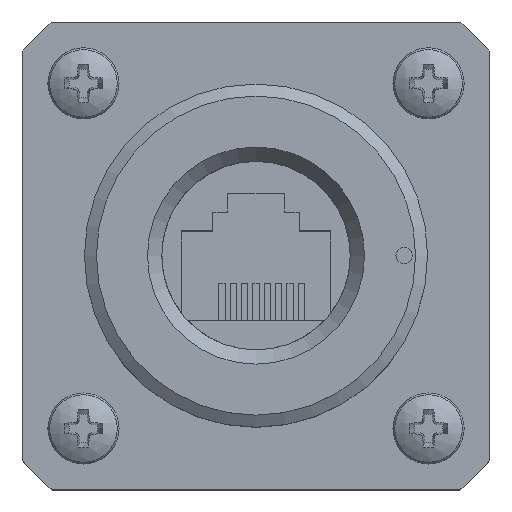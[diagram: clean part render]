
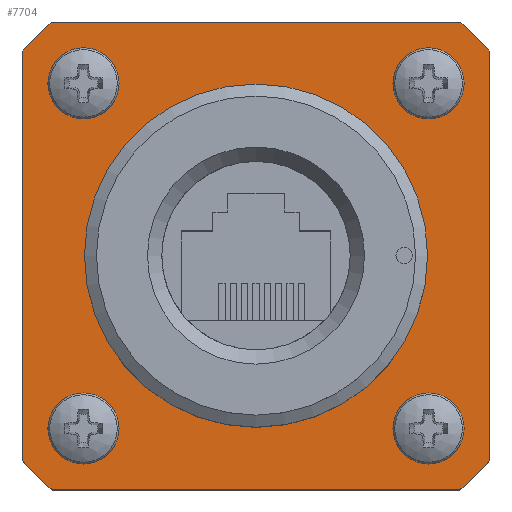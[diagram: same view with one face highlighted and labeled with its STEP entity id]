
A CAD part, top view. The second image highlights one B-rep face of the part: STEP entity #7704.
In plain terms, the highlighted planar face has unit normal (0, 0, 1).
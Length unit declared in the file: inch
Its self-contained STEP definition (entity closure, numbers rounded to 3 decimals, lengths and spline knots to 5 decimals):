
#134 = EDGE_LOOP ( 'NONE', ( #1318 ) ) ;
#171 = LINE ( 'NONE', #12042, #5683 ) ;
#632 = DIRECTION ( 'NONE',  ( 0., 0., 1. ) ) ;
#723 = DIRECTION ( 'NONE',  ( 1., 0., 0. ) ) ;
#902 = CARTESIAN_POINT ( 'NONE',  ( 0.72, -0.6274, -0.675 ) ) ;
#911 = CIRCLE ( 'NONE', #2771, 0.07 ) ;
#955 = VECTOR ( 'NONE', #2321, 39.37008 ) ;
#1040 = DIRECTION ( 'NONE',  ( 1., 0., 0. ) ) ;
#1073 = CARTESIAN_POINT ( 'NONE',  ( -0.531, 0.531, -0.675 ) ) ;
#1318 = ORIENTED_EDGE ( 'NONE', *, *, #9793, .F. ) ;
#1449 = VERTEX_POINT ( 'NONE', #3078 ) ;
#1622 = VERTEX_POINT ( 'NONE', #11672 ) ;
#1969 = EDGE_LOOP ( 'NONE', ( #5811 ) ) ;
#2067 = CARTESIAN_POINT ( 'NONE',  ( 0.531, 0.531, -0.675 ) ) ;
#2073 = AXIS2_PLACEMENT_3D ( 'NONE', #11360, #5200, #12361 ) ;
#2113 = DIRECTION ( 'NONE',  ( 1., 0., 0. ) ) ;
#2115 = FACE_BOUND ( 'NONE', #8759, .T. ) ;
#2186 = CIRCLE ( 'NONE', #2675, 0.07 ) ;
#2250 = AXIS2_PLACEMENT_3D ( 'NONE', #6849, #632, #7887 ) ;
#2321 = DIRECTION ( 'NONE',  ( 0., -1., 0. ) ) ;
#2420 = ORIENTED_EDGE ( 'NONE', *, *, #6618, .T. ) ;
#2485 = VERTEX_POINT ( 'NONE', #10288 ) ;
#2550 = CARTESIAN_POINT ( 'NONE',  ( -0.6274, -0.72, -0.675 ) ) ;
#2592 = VERTEX_POINT ( 'NONE', #3261 ) ;
#2675 = AXIS2_PLACEMENT_3D ( 'NONE', #2067, #9308, #3103 ) ;
#2718 = ORIENTED_EDGE ( 'NONE', *, *, #9812, .F. ) ;
#2726 = VERTEX_POINT ( 'NONE', #8590 ) ;
#2762 = EDGE_LOOP ( 'NONE', ( #7727 ) ) ;
#2771 = AXIS2_PLACEMENT_3D ( 'NONE', #4837, #12024, #5875 ) ;
#2791 = ORIENTED_EDGE ( 'NONE', *, *, #5678, .T. ) ;
#2960 = VERTEX_POINT ( 'NONE', #7180 ) ;
#3078 = CARTESIAN_POINT ( 'NONE',  ( 0.72, -0.6274, -0.675 ) ) ;
#3103 = DIRECTION ( 'NONE',  ( 1., 0., 0. ) ) ;
#3215 = VERTEX_POINT ( 'NONE', #12743 ) ;
#3261 = CARTESIAN_POINT ( 'NONE',  ( -0.72, 0.6274, -0.675 ) ) ;
#3413 = CIRCLE ( 'NONE', #8207, 0.955 ) ;
#3493 = CIRCLE ( 'NONE', #3583, 0.955 ) ;
#3502 = CARTESIAN_POINT ( 'NONE',  ( -0.461, -0.531, -0.675 ) ) ;
#3529 = VERTEX_POINT ( 'NONE', #3502 ) ;
#3583 = AXIS2_PLACEMENT_3D ( 'NONE', #13013, #6925, #723 ) ;
#3691 = AXIS2_PLACEMENT_3D ( 'NONE', #5959, #13081, #7001 ) ;
#3699 = LINE ( 'NONE', #902, #6476 ) ;
#3763 = DIRECTION ( 'NONE',  ( 0., 0., 1. ) ) ;
#3896 = CARTESIAN_POINT ( 'NONE',  ( -0.6274, 0.72, -0.675 ) ) ;
#4553 = CARTESIAN_POINT ( 'NONE',  ( 0.601, -0.531, -0.675 ) ) ;
#4774 = AXIS2_PLACEMENT_3D ( 'NONE', #1073, #8310, #2113 ) ;
#4837 = CARTESIAN_POINT ( 'NONE',  ( -0.531, -0.531, -0.675 ) ) ;
#4857 = FACE_BOUND ( 'NONE', #10134, .T. ) ;
#5124 = ORIENTED_EDGE ( 'NONE', *, *, #8757, .T. ) ;
#5200 = DIRECTION ( 'NONE',  ( 0., 0., 1. ) ) ;
#5288 = ORIENTED_EDGE ( 'NONE', *, *, #7814, .T. ) ;
#5291 = LINE ( 'NONE', #3896, #8034 ) ;
#5493 = EDGE_CURVE ( 'NONE', #2726, #2726, #8380, .T. ) ;
#5599 = CARTESIAN_POINT ( 'NONE',  ( 0.601, 0.531, -0.675 ) ) ;
#5642 = CARTESIAN_POINT ( 'NONE',  ( 0., 0., -0.675 ) ) ;
#5646 = CARTESIAN_POINT ( 'NONE',  ( 0.6274, -0.72, -0.675 ) ) ;
#5678 = EDGE_CURVE ( 'NONE', #2960, #1622, #3493, .T. ) ;
#5683 = VECTOR ( 'NONE', #5843, 39.37008 ) ;
#5811 = ORIENTED_EDGE ( 'NONE', *, *, #9403, .F. ) ;
#5843 = DIRECTION ( 'NONE',  ( 1., 0., 0. ) ) ;
#5847 = CARTESIAN_POINT ( 'NONE',  ( -0.72, -0.6274, -0.675 ) ) ;
#5875 = DIRECTION ( 'NONE',  ( 1., 0., 0. ) ) ;
#5959 = CARTESIAN_POINT ( 'NONE',  ( 0., 0., -0.675 ) ) ;
#5976 = VERTEX_POINT ( 'NONE', #5599 ) ;
#6444 = CIRCLE ( 'NONE', #2250, 0.955 ) ;
#6476 = VECTOR ( 'NONE', #7107, 39.37008 ) ;
#6618 = EDGE_CURVE ( 'NONE', #1449, #2960, #3699, .T. ) ;
#6681 = DIRECTION ( 'NONE',  ( 1., 0., 0. ) ) ;
#6762 = VERTEX_POINT ( 'NONE', #5646 ) ;
#6779 = ORIENTED_EDGE ( 'NONE', *, *, #7063, .T. ) ;
#6849 = CARTESIAN_POINT ( 'NONE',  ( 0., 0., -0.675 ) ) ;
#6925 = DIRECTION ( 'NONE',  ( 0., 0., 1. ) ) ;
#7001 = DIRECTION ( 'NONE',  ( 1., 0., 0. ) ) ;
#7051 = CIRCLE ( 'NONE', #9459, 0.07 ) ;
#7063 = EDGE_CURVE ( 'NONE', #6762, #1449, #3413, .T. ) ;
#7105 = ORIENTED_EDGE ( 'NONE', *, *, #7571, .T. ) ;
#7107 = DIRECTION ( 'NONE',  ( 0., 1., 0. ) ) ;
#7180 = CARTESIAN_POINT ( 'NONE',  ( 0.72, 0.6274, -0.675 ) ) ;
#7238 = DIRECTION ( 'NONE',  ( 0., 0., 1. ) ) ;
#7374 = CIRCLE ( 'NONE', #4774, 0.07 ) ;
#7571 = EDGE_CURVE ( 'NONE', #10314, #6762, #171, .T. ) ;
#7610 = FACE_BOUND ( 'NONE', #134, .T. ) ;
#7704 = ADVANCED_FACE ( 'NONE', ( #10650, #12991, #7610, #4857, #2115, #12694 ), #7985, .T. ) ;
#7727 = ORIENTED_EDGE ( 'NONE', *, *, #9643, .F. ) ;
#7814 = EDGE_CURVE ( 'NONE', #8311, #10314, #9993, .T. ) ;
#7887 = DIRECTION ( 'NONE',  ( 1., 0., 0. ) ) ;
#7985 = PLANE ( 'NONE',  #3691 ) ;
#8034 = VECTOR ( 'NONE', #10081, 39.37008 ) ;
#8207 = AXIS2_PLACEMENT_3D ( 'NONE', #13315, #7238, #1040 ) ;
#8270 = EDGE_CURVE ( 'NONE', #2485, #2592, #6444, .T. ) ;
#8310 = DIRECTION ( 'NONE',  ( 0., 0., 1. ) ) ;
#8311 = VERTEX_POINT ( 'NONE', #5847 ) ;
#8380 = CIRCLE ( 'NONE', #11004, 0.5275 ) ;
#8511 = CARTESIAN_POINT ( 'NONE',  ( -0.72, -0.6274, -0.675 ) ) ;
#8590 = CARTESIAN_POINT ( 'NONE',  ( 0.5275, 0., -0.675 ) ) ;
#8595 = EDGE_LOOP ( 'NONE', ( #2791, #10736, #12488, #5124, #5288, #7105, #6779, #2420 ) ) ;
#8757 = EDGE_CURVE ( 'NONE', #2592, #8311, #10337, .T. ) ;
#8759 = EDGE_LOOP ( 'NONE', ( #8850 ) ) ;
#8850 = ORIENTED_EDGE ( 'NONE', *, *, #5493, .T. ) ;
#8947 = EDGE_CURVE ( 'NONE', #1622, #2485, #5291, .T. ) ;
#9308 = DIRECTION ( 'NONE',  ( 0., 0., 1. ) ) ;
#9403 = EDGE_CURVE ( 'NONE', #3529, #3529, #911, .T. ) ;
#9459 = AXIS2_PLACEMENT_3D ( 'NONE', #9953, #3763, #10973 ) ;
#9643 = EDGE_CURVE ( 'NONE', #11452, #11452, #7051, .T. ) ;
#9793 = EDGE_CURVE ( 'NONE', #5976, #5976, #2186, .T. ) ;
#9812 = EDGE_CURVE ( 'NONE', #3215, #3215, #7374, .T. ) ;
#9953 = CARTESIAN_POINT ( 'NONE',  ( 0.531, -0.531, -0.675 ) ) ;
#9993 = CIRCLE ( 'NONE', #2073, 0.955 ) ;
#10081 = DIRECTION ( 'NONE',  ( -1., 0., 0. ) ) ;
#10134 = EDGE_LOOP ( 'NONE', ( #2718 ) ) ;
#10288 = CARTESIAN_POINT ( 'NONE',  ( -0.6274, 0.72, -0.675 ) ) ;
#10314 = VERTEX_POINT ( 'NONE', #2550 ) ;
#10337 = LINE ( 'NONE', #8511, #955 ) ;
#10650 = FACE_BOUND ( 'NONE', #1969, .T. ) ;
#10736 = ORIENTED_EDGE ( 'NONE', *, *, #8947, .T. ) ;
#10973 = DIRECTION ( 'NONE',  ( 1., 0., 0. ) ) ;
#11004 = AXIS2_PLACEMENT_3D ( 'NONE', #5642, #12778, #6681 ) ;
#11360 = CARTESIAN_POINT ( 'NONE',  ( 0., 0., -0.675 ) ) ;
#11452 = VERTEX_POINT ( 'NONE', #4553 ) ;
#11672 = CARTESIAN_POINT ( 'NONE',  ( 0.6274, 0.72, -0.675 ) ) ;
#12024 = DIRECTION ( 'NONE',  ( 0., 0., 1. ) ) ;
#12042 = CARTESIAN_POINT ( 'NONE',  ( -0.6274, -0.72, -0.675 ) ) ;
#12361 = DIRECTION ( 'NONE',  ( 1., 0., 0. ) ) ;
#12488 = ORIENTED_EDGE ( 'NONE', *, *, #8270, .T. ) ;
#12694 = FACE_OUTER_BOUND ( 'NONE', #8595, .T. ) ;
#12743 = CARTESIAN_POINT ( 'NONE',  ( -0.461, 0.531, -0.675 ) ) ;
#12778 = DIRECTION ( 'NONE',  ( 0., 0., -1. ) ) ;
#12991 = FACE_BOUND ( 'NONE', #2762, .T. ) ;
#13013 = CARTESIAN_POINT ( 'NONE',  ( 0., 0., -0.675 ) ) ;
#13081 = DIRECTION ( 'NONE',  ( 0., 0., 1. ) ) ;
#13315 = CARTESIAN_POINT ( 'NONE',  ( 0., 0., -0.675 ) ) ;
